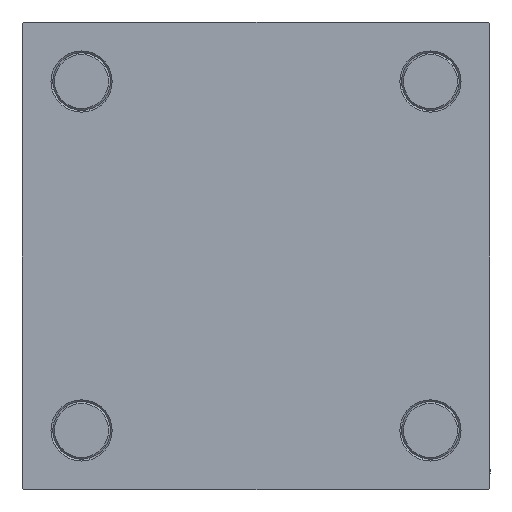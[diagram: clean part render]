
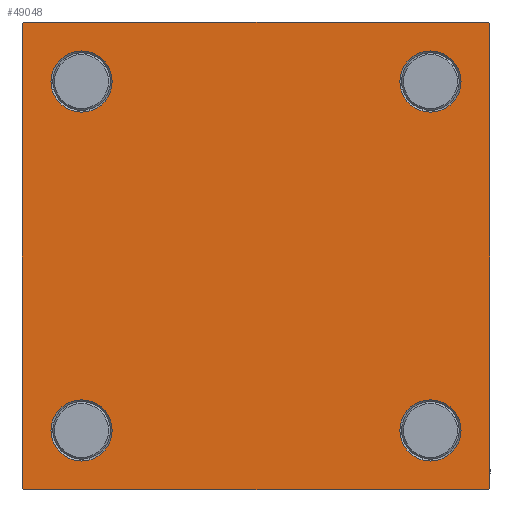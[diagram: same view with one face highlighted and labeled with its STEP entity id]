
A CAD part, left-side view. The second image highlights one B-rep face of the part: STEP entity #49048.
In plain terms, the highlighted planar face has unit normal (-1, 0, 0).
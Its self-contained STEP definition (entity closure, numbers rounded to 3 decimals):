
#22 = EDGE_CURVE ( 'NONE', #9613, #31565, #35209, .T. ) ;
#320 = CARTESIAN_POINT ( 'NONE',  ( 0., -64.75, -64.75 ) ) ;
#437 = PLANE ( 'NONE',  #19413 ) ;
#558 = VECTOR ( 'NONE', #11456, 1000. ) ;
#1276 = EDGE_CURVE ( 'NONE', #40972, #28477, #19758, .T. ) ;
#1707 = ORIENTED_EDGE ( 'NONE', *, *, #26864, .T. ) ;
#2173 = AXIS2_PLACEMENT_3D ( 'NONE', #30683, #14652, #41407 ) ;
#2376 = EDGE_LOOP ( 'NONE', ( #29037, #22983, #1707, #49552, #21488, #7997, #4193, #47110 ) ) ;
#3320 = CARTESIAN_POINT ( 'NONE',  ( 0., -48.45, -48.45 ) ) ;
#3391 = LINE ( 'NONE', #12044, #25750 ) ;
#3422 = VERTEX_POINT ( 'NONE', #19951 ) ;
#4193 = ORIENTED_EDGE ( 'NONE', *, *, #17497, .F. ) ;
#4390 = DIRECTION ( 'NONE',  ( 0., -0.707, 0.707 ) ) ;
#4494 = EDGE_CURVE ( 'NONE', #20833, #32332, #47175, .T. ) ;
#4635 = CARTESIAN_POINT ( 'NONE',  ( 0., -64.5, -65. ) ) ;
#5077 = VECTOR ( 'NONE', #4390, 1000. ) ;
#5108 = AXIS2_PLACEMENT_3D ( 'NONE', #36313, #9563, #24087 ) ;
#5369 = CARTESIAN_POINT ( 'NONE',  ( 0., 48.45, -39.95 ) ) ;
#6274 = VERTEX_POINT ( 'NONE', #14877 ) ;
#6396 = CARTESIAN_POINT ( 'NONE',  ( 0., 0., 0. ) ) ;
#6655 = ORIENTED_EDGE ( 'NONE', *, *, #38040, .T. ) ;
#6803 = CIRCLE ( 'NONE', #13343, 8.5 ) ;
#7077 = CARTESIAN_POINT ( 'NONE',  ( 0., -48.45, 56.95 ) ) ;
#7558 = FACE_BOUND ( 'NONE', #12393, .T. ) ;
#7625 = VERTEX_POINT ( 'NONE', #29301 ) ;
#7666 = CARTESIAN_POINT ( 'NONE',  ( 0., 48.45, 56.95 ) ) ;
#7712 = DIRECTION ( 'NONE',  ( 0., 0.707, 0.707 ) ) ;
#7972 = CARTESIAN_POINT ( 'NONE',  ( 0., -48.45, 48.45 ) ) ;
#7997 = ORIENTED_EDGE ( 'NONE', *, *, #27149, .T. ) ;
#8168 = DIRECTION ( 'NONE',  ( 0., 0., -1. ) ) ;
#8434 = VECTOR ( 'NONE', #26002, 1000. ) ;
#9563 = DIRECTION ( 'NONE',  ( 1., 0., 0. ) ) ;
#9613 = VERTEX_POINT ( 'NONE', #4635 ) ;
#9881 = CARTESIAN_POINT ( 'NONE',  ( 0., -65., 65. ) ) ;
#10017 = DIRECTION ( 'NONE',  ( 0., -0.707, -0.707 ) ) ;
#10156 = EDGE_LOOP ( 'NONE', ( #6655, #48772 ) ) ;
#11456 = DIRECTION ( 'NONE',  ( 0., 0.707, -0.707 ) ) ;
#11724 = DIRECTION ( 'NONE',  ( 0., 0., 1. ) ) ;
#11886 = FACE_BOUND ( 'NONE', #34762, .T. ) ;
#11890 = CARTESIAN_POINT ( 'NONE',  ( 0., -64.5, 65. ) ) ;
#12044 = CARTESIAN_POINT ( 'NONE',  ( 0., -64.75, 64.75 ) ) ;
#12393 = EDGE_LOOP ( 'NONE', ( #47675, #41839 ) ) ;
#12852 = VECTOR ( 'NONE', #22509, 1000. ) ;
#13009 = VERTEX_POINT ( 'NONE', #44229 ) ;
#13200 = DIRECTION ( 'NONE',  ( 0., 0., -1. ) ) ;
#13343 = AXIS2_PLACEMENT_3D ( 'NONE', #21739, #20995, #17669 ) ;
#13346 = ORIENTED_EDGE ( 'NONE', *, *, #27100, .T. ) ;
#13412 = EDGE_LOOP ( 'NONE', ( #13346, #48819 ) ) ;
#13519 = VECTOR ( 'NONE', #10017, 1000. ) ;
#13732 = AXIS2_PLACEMENT_3D ( 'NONE', #3320, #22682, #46864 ) ;
#14023 = CARTESIAN_POINT ( 'NONE',  ( 0., -48.45, 39.95 ) ) ;
#14652 = DIRECTION ( 'NONE',  ( 1., 0., 0. ) ) ;
#14877 = CARTESIAN_POINT ( 'NONE',  ( 0., -48.45, -56.95 ) ) ;
#15550 = CARTESIAN_POINT ( 'NONE',  ( 0., 48.45, 48.45 ) ) ;
#16324 = LINE ( 'NONE', #38743, #36938 ) ;
#17497 = EDGE_CURVE ( 'NONE', #13009, #39975, #38208, .T. ) ;
#17669 = DIRECTION ( 'NONE',  ( 0., 0., 1. ) ) ;
#19413 = AXIS2_PLACEMENT_3D ( 'NONE', #6396, #28198, #35834 ) ;
#19758 = CIRCLE ( 'NONE', #5108, 8.5 ) ;
#19951 = CARTESIAN_POINT ( 'NONE',  ( 0., 65., -64.5 ) ) ;
#20273 = EDGE_CURVE ( 'NONE', #45126, #50215, #27260, .T. ) ;
#20833 = VERTEX_POINT ( 'NONE', #35277 ) ;
#20995 = DIRECTION ( 'NONE',  ( 1., 0., 0. ) ) ;
#21488 = ORIENTED_EDGE ( 'NONE', *, *, #30484, .F. ) ;
#21739 = CARTESIAN_POINT ( 'NONE',  ( 0., 48.45, -48.45 ) ) ;
#22408 = VERTEX_POINT ( 'NONE', #40251 ) ;
#22509 = DIRECTION ( 'NONE',  ( 0., -1., 0. ) ) ;
#22655 = CIRCLE ( 'NONE', #13732, 8.5 ) ;
#22682 = DIRECTION ( 'NONE',  ( 1., 0., 0. ) ) ;
#22983 = ORIENTED_EDGE ( 'NONE', *, *, #37258, .T. ) ;
#23005 = DIRECTION ( 'NONE',  ( 1., 0., 0. ) ) ;
#23942 = CARTESIAN_POINT ( 'NONE',  ( 0., 64.75, 64.75 ) ) ;
#24087 = DIRECTION ( 'NONE',  ( 0., 0., 1. ) ) ;
#24303 = ORIENTED_EDGE ( 'NONE', *, *, #4494, .T. ) ;
#24335 = EDGE_CURVE ( 'NONE', #13009, #7625, #35142, .T. ) ;
#25221 = AXIS2_PLACEMENT_3D ( 'NONE', #47312, #39428, #46806 ) ;
#25750 = VECTOR ( 'NONE', #7712, 1000. ) ;
#25861 = AXIS2_PLACEMENT_3D ( 'NONE', #7972, #23005, #42863 ) ;
#26002 = DIRECTION ( 'NONE',  ( 0., -1., 0. ) ) ;
#26374 = VERTEX_POINT ( 'NONE', #32940 ) ;
#26864 = EDGE_CURVE ( 'NONE', #26374, #9613, #33244, .T. ) ;
#26919 = FACE_BOUND ( 'NONE', #10156, .T. ) ;
#27100 = EDGE_CURVE ( 'NONE', #50215, #45126, #47711, .T. ) ;
#27149 = EDGE_CURVE ( 'NONE', #28311, #39975, #3391, .T. ) ;
#27260 = CIRCLE ( 'NONE', #41103, 8.5 ) ;
#28198 = DIRECTION ( 'NONE',  ( -1., 0., 0. ) ) ;
#28311 = VERTEX_POINT ( 'NONE', #29606 ) ;
#28477 = VERTEX_POINT ( 'NONE', #5369 ) ;
#29037 = ORIENTED_EDGE ( 'NONE', *, *, #31336, .T. ) ;
#29231 = LINE ( 'NONE', #9881, #50338 ) ;
#29301 = CARTESIAN_POINT ( 'NONE',  ( 0., 65., 64.5 ) ) ;
#29572 = CARTESIAN_POINT ( 'NONE',  ( 0., 65., 65. ) ) ;
#29606 = CARTESIAN_POINT ( 'NONE',  ( 0., -65., 64.5 ) ) ;
#30484 = EDGE_CURVE ( 'NONE', #28311, #31565, #29231, .T. ) ;
#30683 = CARTESIAN_POINT ( 'NONE',  ( 0., -48.45, -48.45 ) ) ;
#31336 = EDGE_CURVE ( 'NONE', #7625, #3422, #16324, .T. ) ;
#31565 = VERTEX_POINT ( 'NONE', #46077 ) ;
#31621 = ORIENTED_EDGE ( 'NONE', *, *, #44015, .T. ) ;
#32220 = EDGE_CURVE ( 'NONE', #28477, #40972, #6803, .T. ) ;
#32332 = VERTEX_POINT ( 'NONE', #7666 ) ;
#32940 = CARTESIAN_POINT ( 'NONE',  ( 0., 64.5, -65. ) ) ;
#33210 = LINE ( 'NONE', #48745, #13519 ) ;
#33244 = LINE ( 'NONE', #49269, #12852 ) ;
#34762 = EDGE_LOOP ( 'NONE', ( #31621, #24303 ) ) ;
#34822 = FACE_OUTER_BOUND ( 'NONE', #2376, .T. ) ;
#35142 = LINE ( 'NONE', #23942, #558 ) ;
#35209 = LINE ( 'NONE', #320, #5077 ) ;
#35277 = CARTESIAN_POINT ( 'NONE',  ( 0., 48.45, 39.95 ) ) ;
#35834 = DIRECTION ( 'NONE',  ( 0., 0., 1. ) ) ;
#36313 = CARTESIAN_POINT ( 'NONE',  ( 0., 48.45, -48.45 ) ) ;
#36938 = VECTOR ( 'NONE', #8168, 1000. ) ;
#37258 = EDGE_CURVE ( 'NONE', #3422, #26374, #33210, .T. ) ;
#38040 = EDGE_CURVE ( 'NONE', #22408, #6274, #48499, .T. ) ;
#38208 = LINE ( 'NONE', #29572, #8434 ) ;
#38743 = CARTESIAN_POINT ( 'NONE',  ( 0., 65., 65. ) ) ;
#39428 = DIRECTION ( 'NONE',  ( 1., 0., 0. ) ) ;
#39975 = VERTEX_POINT ( 'NONE', #11890 ) ;
#40251 = CARTESIAN_POINT ( 'NONE',  ( 0., -48.45, -39.95 ) ) ;
#40466 = AXIS2_PLACEMENT_3D ( 'NONE', #15550, #47390, #11724 ) ;
#40972 = VERTEX_POINT ( 'NONE', #46610 ) ;
#41103 = AXIS2_PLACEMENT_3D ( 'NONE', #42591, #49503, #42099 ) ;
#41407 = DIRECTION ( 'NONE',  ( 0., 0., 1. ) ) ;
#41839 = ORIENTED_EDGE ( 'NONE', *, *, #1276, .T. ) ;
#42099 = DIRECTION ( 'NONE',  ( 0., 0., 1. ) ) ;
#42591 = CARTESIAN_POINT ( 'NONE',  ( 0., -48.45, 48.45 ) ) ;
#42863 = DIRECTION ( 'NONE',  ( 0., 0., 1. ) ) ;
#43720 = CIRCLE ( 'NONE', #40466, 8.5 ) ;
#44015 = EDGE_CURVE ( 'NONE', #32332, #20833, #43720, .T. ) ;
#44229 = CARTESIAN_POINT ( 'NONE',  ( 0., 64.5, 65. ) ) ;
#45126 = VERTEX_POINT ( 'NONE', #14023 ) ;
#46077 = CARTESIAN_POINT ( 'NONE',  ( 0., -65., -64.5 ) ) ;
#46610 = CARTESIAN_POINT ( 'NONE',  ( 0., 48.45, -56.95 ) ) ;
#46806 = DIRECTION ( 'NONE',  ( 0., 0., 1. ) ) ;
#46864 = DIRECTION ( 'NONE',  ( 0., 0., 1. ) ) ;
#47110 = ORIENTED_EDGE ( 'NONE', *, *, #24335, .T. ) ;
#47175 = CIRCLE ( 'NONE', #25221, 8.5 ) ;
#47228 = EDGE_CURVE ( 'NONE', #6274, #22408, #22655, .T. ) ;
#47312 = CARTESIAN_POINT ( 'NONE',  ( 0., 48.45, 48.45 ) ) ;
#47390 = DIRECTION ( 'NONE',  ( 1., 0., 0. ) ) ;
#47675 = ORIENTED_EDGE ( 'NONE', *, *, #32220, .T. ) ;
#47711 = CIRCLE ( 'NONE', #25861, 8.5 ) ;
#48499 = CIRCLE ( 'NONE', #2173, 8.5 ) ;
#48745 = CARTESIAN_POINT ( 'NONE',  ( 0., 64.75, -64.75 ) ) ;
#48772 = ORIENTED_EDGE ( 'NONE', *, *, #47228, .T. ) ;
#48819 = ORIENTED_EDGE ( 'NONE', *, *, #20273, .T. ) ;
#49048 = ADVANCED_FACE ( 'NONE', ( #50110, #26919, #7558, #11886, #34822 ), #437, .T. ) ;
#49269 = CARTESIAN_POINT ( 'NONE',  ( 0., 65., -65. ) ) ;
#49503 = DIRECTION ( 'NONE',  ( 1., 0., 0. ) ) ;
#49552 = ORIENTED_EDGE ( 'NONE', *, *, #22, .T. ) ;
#50110 = FACE_BOUND ( 'NONE', #13412, .T. ) ;
#50215 = VERTEX_POINT ( 'NONE', #7077 ) ;
#50338 = VECTOR ( 'NONE', #13200, 1000. ) ;
